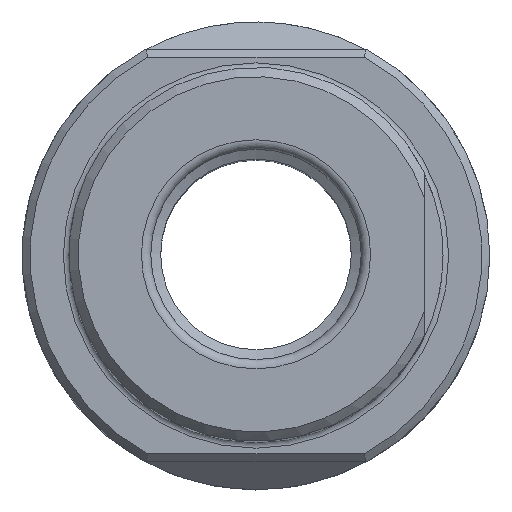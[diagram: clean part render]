
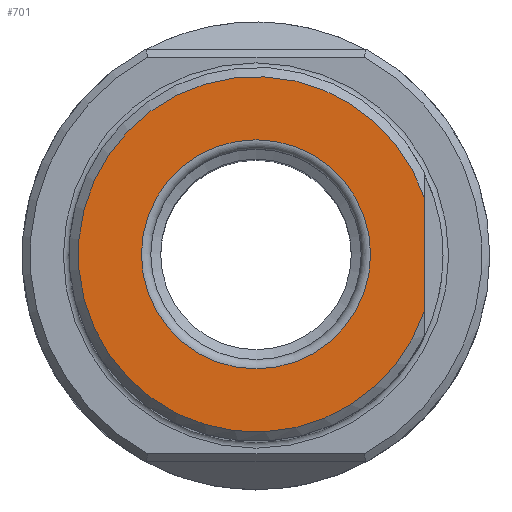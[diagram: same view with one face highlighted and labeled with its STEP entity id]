
A CAD part, top view. The second image highlights one B-rep face of the part: STEP entity #701.
In plain terms, the highlighted planar face has unit normal (0, 0, 1).
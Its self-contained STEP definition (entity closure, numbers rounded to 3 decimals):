
#51=PLANE('',#753);
#70=LINE('',#1025,#86);
#86=VECTOR('',#847,1000.);
#126=ORIENTED_EDGE('',*,*,#246,.T.);
#127=ORIENTED_EDGE('',*,*,#247,.T.);
#128=ORIENTED_EDGE('',*,*,#245,.T.);
#245=EDGE_CURVE('',#302,#304,#336,.T.);
#246=EDGE_CURVE('',#305,#305,#337,.F.);
#247=EDGE_CURVE('',#304,#302,#70,.T.);
#302=VERTEX_POINT('',#1013);
#304=VERTEX_POINT('',#1020);
#305=VERTEX_POINT('',#1024);
#336=CIRCLE('',#752,19.);
#337=CIRCLE('',#754,12.25);
#359=EDGE_LOOP('',(#126));
#360=EDGE_LOOP('',(#127,#128));
#410=FACE_BOUND('',#359,.T.);
#411=FACE_BOUND('',#360,.T.);
#701=ADVANCED_FACE('',(#410,#411),#51,.F.);
#752=AXIS2_PLACEMENT_3D('',#1021,#841,#842);
#753=AXIS2_PLACEMENT_3D('',#1022,#843,#844);
#754=AXIS2_PLACEMENT_3D('',#1023,#845,#846);
#841=DIRECTION('',(0.,0.,1.));
#842=DIRECTION('',(1.,0.,0.));
#843=DIRECTION('',(0.,0.,-1.));
#844=DIRECTION('',(-1.,0.,0.));
#845=DIRECTION('',(0.,0.,1.));
#846=DIRECTION('',(1.,0.,0.));
#847=DIRECTION('',(0.,1.,0.));
#1013=CARTESIAN_POINT('',(18.,6.083,130.));
#1020=CARTESIAN_POINT('',(18.,-6.083,130.));
#1021=CARTESIAN_POINT('',(0.,0.,130.));
#1022=CARTESIAN_POINT('',(20.,0.,130.));
#1023=CARTESIAN_POINT('',(0.,0.,130.));
#1024=CARTESIAN_POINT('',(12.25,0.,130.));
#1025=CARTESIAN_POINT('',(18.,-135.,130.));
